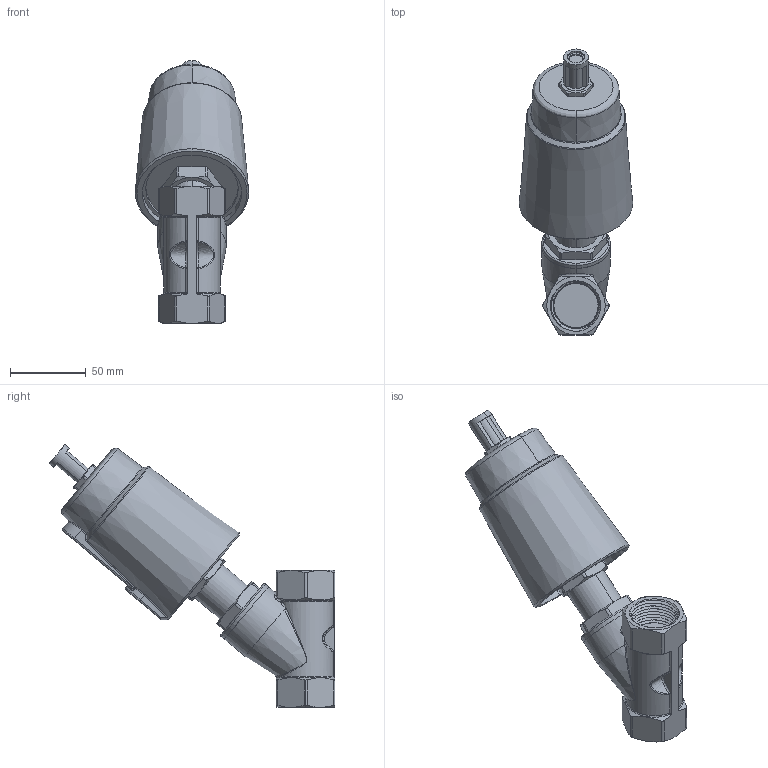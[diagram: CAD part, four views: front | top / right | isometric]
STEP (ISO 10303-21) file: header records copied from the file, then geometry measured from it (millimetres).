
FILE_DESCRIPTION (( 'STEP AP214' ), '1' );
FILE_NAME ('2KS1.STEP', '2019-03-12T16:27:17', ( '' ), ( '' ), 'SwSTEP 2.0', 'SolidWorks 2016', '' );
FILE_SCHEMA (( 'AUTOMOTIVE_DESIGN' ));
Length unit declared in the file: millimetre
Products named in the file (1): 2KS1
Bounding box: 74.85 x 188.35 x 173.24 mm (x, y, z)
Volume: 504615.5 mm3; surface area: 62792.8 mm2
Topology: 2 solids, 2 shells, 356 faces, 929 edges, 586 vertices
Faces by surface type: cone 130, cylinder 72, plane 71, bspline 55, torus 18, sphere 10
Entity records: 36234 total; most frequent: CARTESIAN_POINT 24464, ORIENTED_EDGE 1850, DIRECTION 1321, EDGE_CURVE 925, VERTEX_POINT 586, AXIS2_PLACEMENT_3D 537, B_SPLINE_CURVE_WITH_KNOTS 438, EDGE_LOOP 373
